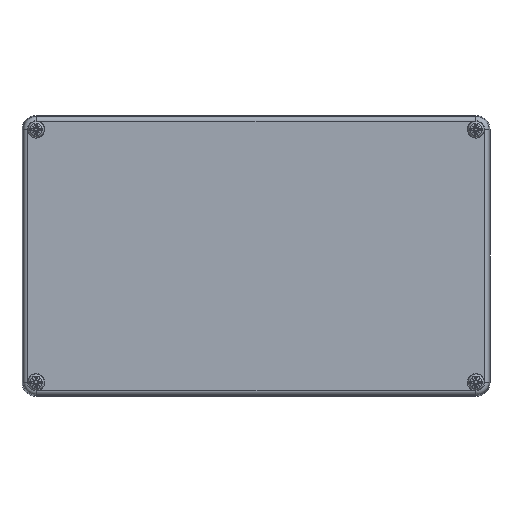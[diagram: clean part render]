
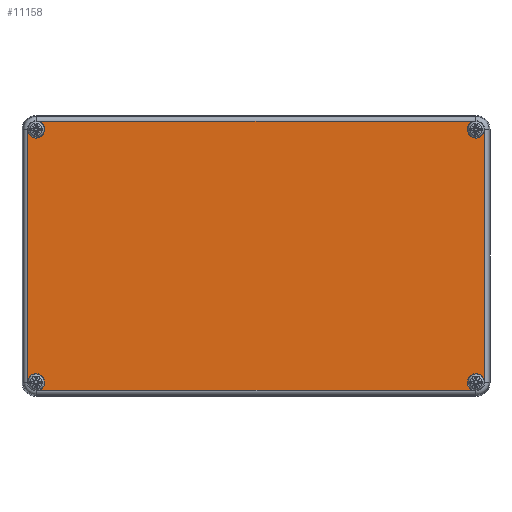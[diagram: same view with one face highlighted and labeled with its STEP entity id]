
A CAD part, top view. The second image highlights one B-rep face of the part: STEP entity #11158.
In plain terms, the highlighted face is planar.
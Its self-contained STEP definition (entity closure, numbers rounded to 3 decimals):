
#10527=CARTESIAN_POINT('',(92.807,-57.502,-30.5));
#10528=VERTEX_POINT('',#10527);
#10540=CARTESIAN_POINT('',(97.502,-52.807,-30.5));
#10541=VERTEX_POINT('',#10540);
#10542=CARTESIAN_POINT('',(94.,-54.,-30.5));
#10543=DIRECTION('',(0.0,0.0,1.0));
#10544=DIRECTION('',(1.0,0.0,0.0));
#10545=AXIS2_PLACEMENT_3D('',#10542,#10543,#10544);
#10546=CIRCLE('',#10545,3.7);
#10547=EDGE_CURVE('',#10541,#10528,#10546,.T.);
#10600=CARTESIAN_POINT('',(-92.807,-57.502,-30.5));
#10601=VERTEX_POINT('',#10600);
#10620=CARTESIAN_POINT('',(-97.502,-52.807,-30.5));
#10621=VERTEX_POINT('',#10620);
#10631=CARTESIAN_POINT('',(-94.,-54.0,-30.5));
#10632=DIRECTION('',(0.0,0.0,1.0));
#10633=DIRECTION('',(1.0,0.0,0.0));
#10634=AXIS2_PLACEMENT_3D('',#10631,#10632,#10633);
#10635=CIRCLE('',#10634,3.7);
#10636=EDGE_CURVE('',#10601,#10621,#10635,.T.);
#10671=CARTESIAN_POINT('',(-97.502,52.807,-30.5));
#10672=VERTEX_POINT('',#10671);
#10691=CARTESIAN_POINT('',(-92.807,57.502,-30.5));
#10692=VERTEX_POINT('',#10691);
#10702=CARTESIAN_POINT('',(-94.0,54.0,-30.5));
#10703=DIRECTION('',(0.0,0.0,1.0));
#10704=DIRECTION('',(1.0,0.0,0.0));
#10705=AXIS2_PLACEMENT_3D('',#10702,#10703,#10704);
#10706=CIRCLE('',#10705,3.7);
#10707=EDGE_CURVE('',#10672,#10692,#10706,.T.);
#10742=CARTESIAN_POINT('',(92.807,57.502,-30.5));
#10743=VERTEX_POINT('',#10742);
#10762=CARTESIAN_POINT('',(97.502,52.807,-30.5));
#10763=VERTEX_POINT('',#10762);
#10773=CARTESIAN_POINT('',(94.0,54.,-30.5));
#10774=DIRECTION('',(0.0,0.0,1.0));
#10775=DIRECTION('',(1.0,0.0,0.0));
#10776=AXIS2_PLACEMENT_3D('',#10773,#10774,#10775);
#10777=CIRCLE('',#10776,3.7);
#10778=EDGE_CURVE('',#10743,#10763,#10777,.T.);
#10846=CARTESIAN_POINT('',(97.502,-52.807,-30.5));
#10847=DIRECTION('',(0.0,1.0,0.0));
#10848=VECTOR('',#10847,105.613);
#10849=LINE('',#10846,#10848);
#10850=EDGE_CURVE('',#10541,#10763,#10849,.T.);
#10921=CARTESIAN_POINT('',(92.807,57.502,-30.5));
#10922=DIRECTION('',(-1.0,0.0,0.0));
#10923=VECTOR('',#10922,185.613);
#10924=LINE('',#10921,#10923);
#10925=EDGE_CURVE('',#10743,#10692,#10924,.T.);
#10979=CARTESIAN_POINT('',(-97.502,52.807,-30.5));
#10980=DIRECTION('',(0.0,-1.0,0.0));
#10981=VECTOR('',#10980,105.613);
#10982=LINE('',#10979,#10981);
#10983=EDGE_CURVE('',#10672,#10621,#10982,.T.);
#11029=CARTESIAN_POINT('',(-92.807,-57.502,-30.5));
#11030=DIRECTION('',(1.0,0.0,0.0));
#11031=VECTOR('',#11030,185.613);
#11032=LINE('',#11029,#11031);
#11033=EDGE_CURVE('',#10601,#10528,#11032,.T.);
#11143=CARTESIAN_POINT('',(0.,0.,-30.5));
#11144=DIRECTION('',(0.0,0.0,1.0));
#11145=DIRECTION('',(1.0,0.0,0.0));
#11146=AXIS2_PLACEMENT_3D('',#11143,#11144,#11145);
#11147=PLANE('',#11146);
#11148=ORIENTED_EDGE('',*,*,#10547,.T.);
#11149=ORIENTED_EDGE('',*,*,#11033,.F.);
#11150=ORIENTED_EDGE('',*,*,#10636,.T.);
#11151=ORIENTED_EDGE('',*,*,#10983,.F.);
#11152=ORIENTED_EDGE('',*,*,#10707,.T.);
#11153=ORIENTED_EDGE('',*,*,#10925,.F.);
#11154=ORIENTED_EDGE('',*,*,#10778,.T.);
#11155=ORIENTED_EDGE('',*,*,#10850,.F.);
#11156=EDGE_LOOP('',(#11148,#11149,#11150,#11151,#11152,#11153,#11154,#11155));
#11157=FACE_OUTER_BOUND('',#11156,.T.);
#11158=ADVANCED_FACE('',(#11157),#11147,.F.);
